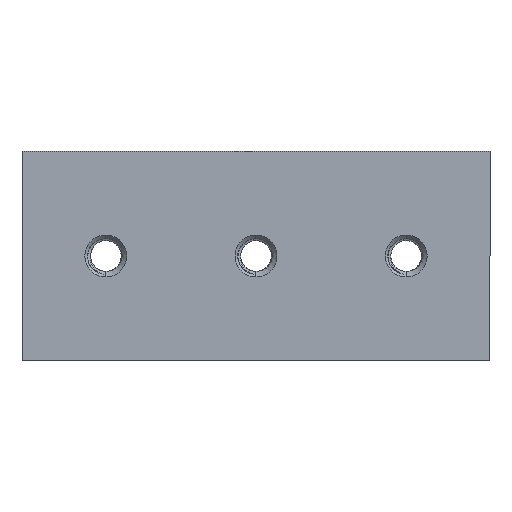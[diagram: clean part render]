
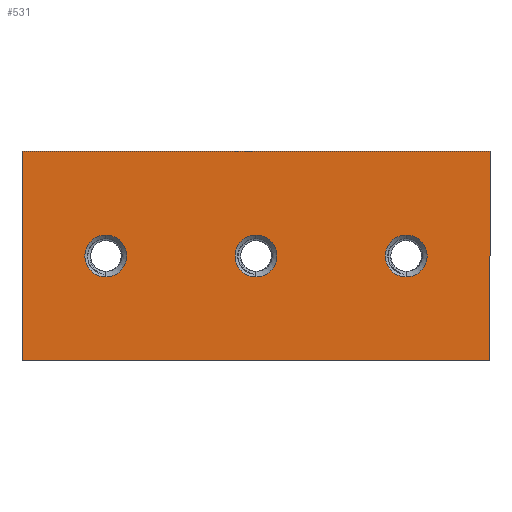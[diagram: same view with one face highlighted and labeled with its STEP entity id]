
A CAD part, front view. The second image highlights one B-rep face of the part: STEP entity #531.
In plain terms, the highlighted planar face has unit normal (0, -1, 0).
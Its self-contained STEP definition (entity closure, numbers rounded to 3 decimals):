
#73 = DIRECTION ( 'NONE',  ( 1., 0., 0. ) ) ;
#111 = LINE ( 'NONE', #8502, #9217 ) ;
#148 = CARTESIAN_POINT ( 'NONE',  ( 0., 9.35, 0. ) ) ;
#286 = VERTEX_POINT ( 'NONE', #9678 ) ;
#325 = EDGE_CURVE ( 'NONE', #5068, #1902, #4828, .T. ) ;
#390 = ORIENTED_EDGE ( 'NONE', *, *, #2362, .F. ) ;
#531 = ADVANCED_FACE ( 'NONE', ( #8874, #7225, #2043, #7856 ), #8763, .F. ) ;
#577 = VERTEX_POINT ( 'NONE', #1148 ) ;
#673 = CARTESIAN_POINT ( 'NONE',  ( 0.25, 9.35, -136.303 ) ) ;
#714 = CIRCLE ( 'NONE', #6995, 3. ) ;
#816 = CARTESIAN_POINT ( 'NONE',  ( 0.25, 9.35, -139.303 ) ) ;
#1148 = CARTESIAN_POINT ( 'NONE',  ( -33.25, 9.35, -124.303 ) ) ;
#1782 = CARTESIAN_POINT ( 'NONE',  ( 33.75, 9.35, -124.303 ) ) ;
#1788 = VERTEX_POINT ( 'NONE', #8648 ) ;
#1878 = DIRECTION ( 'NONE',  ( 0., 1., 0. ) ) ;
#1902 = VERTEX_POINT ( 'NONE', #4361 ) ;
#1998 = CIRCLE ( 'NONE', #6321, 3. ) ;
#2043 = FACE_BOUND ( 'NONE', #3022, .T. ) ;
#2157 = CIRCLE ( 'NONE', #3608, 3. ) ;
#2172 = DIRECTION ( 'NONE',  ( 0., -1., 0. ) ) ;
#2312 = VERTEX_POINT ( 'NONE', #10867 ) ;
#2362 = EDGE_CURVE ( 'NONE', #9464, #8272, #8926, .T. ) ;
#2493 = DIRECTION ( 'NONE',  ( 0., 0., -1. ) ) ;
#2728 = CARTESIAN_POINT ( 'NONE',  ( 0.25, 9.35, -139.303 ) ) ;
#2851 = DIRECTION ( 'NONE',  ( 0., 0., -1. ) ) ;
#2852 = VECTOR ( 'NONE', #73, 1000. ) ;
#2963 = DIRECTION ( 'NONE',  ( 0., 0., 1. ) ) ;
#3022 = EDGE_LOOP ( 'NONE', ( #390, #9409 ) ) ;
#3084 = CARTESIAN_POINT ( 'NONE',  ( -33.25, 9.35, 0. ) ) ;
#3385 = AXIS2_PLACEMENT_3D ( 'NONE', #148, #1878, #5484 ) ;
#3402 = EDGE_CURVE ( 'NONE', #2312, #7535, #4098, .T. ) ;
#3520 = DIRECTION ( 'NONE',  ( 0., 0., -1. ) ) ;
#3608 = AXIS2_PLACEMENT_3D ( 'NONE', #2728, #9610, #7062 ) ;
#3983 = DIRECTION ( 'NONE',  ( 0., 0., -1. ) ) ;
#4098 = LINE ( 'NONE', #8339, #9740 ) ;
#4336 = CARTESIAN_POINT ( 'NONE',  ( 0., 9.35, -154.303 ) ) ;
#4361 = CARTESIAN_POINT ( 'NONE',  ( 21.75, 9.35, -136.303 ) ) ;
#4363 = DIRECTION ( 'NONE',  ( 0., -1., 0. ) ) ;
#4379 = ORIENTED_EDGE ( 'NONE', *, *, #4491, .T. ) ;
#4491 = EDGE_CURVE ( 'NONE', #1788, #2312, #8624, .T. ) ;
#4522 = DIRECTION ( 'NONE',  ( 0., 0., -1. ) ) ;
#4534 = CARTESIAN_POINT ( 'NONE',  ( 21.75, 9.35, -139.303 ) ) ;
#4771 = CARTESIAN_POINT ( 'NONE',  ( -21.25, 9.35, -139.303 ) ) ;
#4828 = CIRCLE ( 'NONE', #6798, 3. ) ;
#4851 = ORIENTED_EDGE ( 'NONE', *, *, #8493, .F. ) ;
#4963 = AXIS2_PLACEMENT_3D ( 'NONE', #10181, #4363, #3520 ) ;
#5068 = VERTEX_POINT ( 'NONE', #7764 ) ;
#5203 = EDGE_CURVE ( 'NONE', #1788, #577, #8948, .T. ) ;
#5318 = CARTESIAN_POINT ( 'NONE',  ( 21.75, 9.35, -139.303 ) ) ;
#5484 = DIRECTION ( 'NONE',  ( 0., 0., 1. ) ) ;
#5860 = EDGE_LOOP ( 'NONE', ( #4851, #6572 ) ) ;
#6321 = AXIS2_PLACEMENT_3D ( 'NONE', #816, #6724, #2493 ) ;
#6572 = ORIENTED_EDGE ( 'NONE', *, *, #10701, .F. ) ;
#6724 = DIRECTION ( 'NONE',  ( 0., -1., 0. ) ) ;
#6798 = AXIS2_PLACEMENT_3D ( 'NONE', #4534, #7981, #2851 ) ;
#6995 = AXIS2_PLACEMENT_3D ( 'NONE', #5318, #7912, #4522 ) ;
#7062 = DIRECTION ( 'NONE',  ( 0., 0., -1. ) ) ;
#7225 = FACE_BOUND ( 'NONE', #5860, .T. ) ;
#7535 = VERTEX_POINT ( 'NONE', #1782 ) ;
#7545 = AXIS2_PLACEMENT_3D ( 'NONE', #4771, #2172, #3983 ) ;
#7764 = CARTESIAN_POINT ( 'NONE',  ( 21.75, 9.35, -142.303 ) ) ;
#7807 = ORIENTED_EDGE ( 'NONE', *, *, #5203, .F. ) ;
#7856 = FACE_OUTER_BOUND ( 'NONE', #10534, .T. ) ;
#7885 = ORIENTED_EDGE ( 'NONE', *, *, #325, .F. ) ;
#7912 = DIRECTION ( 'NONE',  ( 0., -1., 0. ) ) ;
#7922 = EDGE_LOOP ( 'NONE', ( #7885, #8439 ) ) ;
#7981 = DIRECTION ( 'NONE',  ( 0., -1., 0. ) ) ;
#8083 = CIRCLE ( 'NONE', #7545, 3. ) ;
#8233 = EDGE_CURVE ( 'NONE', #577, #7535, #111, .T. ) ;
#8272 = VERTEX_POINT ( 'NONE', #10194 ) ;
#8339 = CARTESIAN_POINT ( 'NONE',  ( 33.75, 9.35, 0. ) ) ;
#8395 = DIRECTION ( 'NONE',  ( 0., 0., 1. ) ) ;
#8439 = ORIENTED_EDGE ( 'NONE', *, *, #9688, .F. ) ;
#8493 = EDGE_CURVE ( 'NONE', #286, #9411, #1998, .T. ) ;
#8502 = CARTESIAN_POINT ( 'NONE',  ( 0., 9.35, -124.303 ) ) ;
#8624 = LINE ( 'NONE', #4336, #2852 ) ;
#8648 = CARTESIAN_POINT ( 'NONE',  ( -33.25, 9.35, -154.303 ) ) ;
#8763 = PLANE ( 'NONE',  #3385 ) ;
#8874 = FACE_BOUND ( 'NONE', #7922, .T. ) ;
#8926 = CIRCLE ( 'NONE', #4963, 3. ) ;
#8948 = LINE ( 'NONE', #3084, #11097 ) ;
#9027 = EDGE_CURVE ( 'NONE', #8272, #9464, #8083, .T. ) ;
#9133 = ORIENTED_EDGE ( 'NONE', *, *, #8233, .F. ) ;
#9217 = VECTOR ( 'NONE', #10422, 1000. ) ;
#9409 = ORIENTED_EDGE ( 'NONE', *, *, #9027, .F. ) ;
#9411 = VERTEX_POINT ( 'NONE', #673 ) ;
#9464 = VERTEX_POINT ( 'NONE', #10818 ) ;
#9610 = DIRECTION ( 'NONE',  ( 0., -1., 0. ) ) ;
#9637 = ORIENTED_EDGE ( 'NONE', *, *, #3402, .T. ) ;
#9678 = CARTESIAN_POINT ( 'NONE',  ( 0.25, 9.35, -142.303 ) ) ;
#9688 = EDGE_CURVE ( 'NONE', #1902, #5068, #714, .T. ) ;
#9740 = VECTOR ( 'NONE', #8395, 1000. ) ;
#10181 = CARTESIAN_POINT ( 'NONE',  ( -21.25, 9.35, -139.303 ) ) ;
#10194 = CARTESIAN_POINT ( 'NONE',  ( -21.25, 9.35, -136.303 ) ) ;
#10422 = DIRECTION ( 'NONE',  ( 1., 0., 0. ) ) ;
#10534 = EDGE_LOOP ( 'NONE', ( #7807, #4379, #9637, #9133 ) ) ;
#10701 = EDGE_CURVE ( 'NONE', #9411, #286, #2157, .T. ) ;
#10818 = CARTESIAN_POINT ( 'NONE',  ( -21.25, 9.35, -142.303 ) ) ;
#10867 = CARTESIAN_POINT ( 'NONE',  ( 33.75, 9.35, -154.303 ) ) ;
#11097 = VECTOR ( 'NONE', #2963, 1000. ) ;
